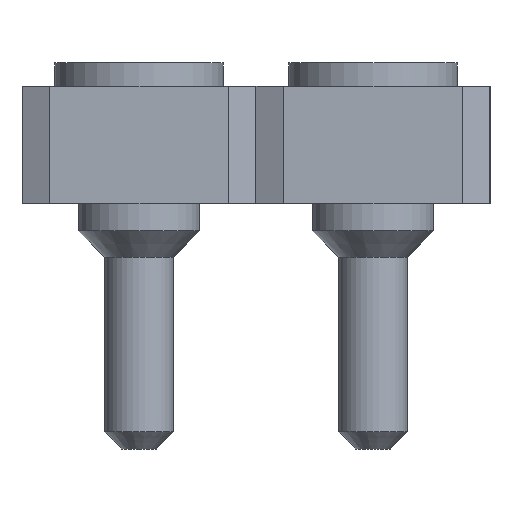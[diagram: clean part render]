
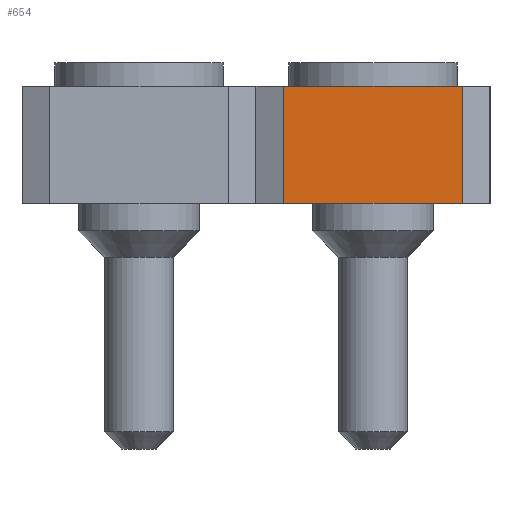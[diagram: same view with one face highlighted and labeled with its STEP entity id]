
A CAD part, left-side view. The second image highlights one B-rep face of the part: STEP entity #654.
In plain terms, the highlighted planar face has unit normal (-1, 0, 0).
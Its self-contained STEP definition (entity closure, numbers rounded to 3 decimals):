
#654=ADVANCED_FACE('',(#1398),#1400,.T.);
#1398=FACE_BOUND('',#1399,.T.);
#1399=EDGE_LOOP('',(#2047,#2048,#2049,#2050));
#1400=PLANE('',#1401);
#1401=AXIS2_PLACEMENT_3D('',#1402,#1403,#1404);
#1402=CARTESIAN_POINT('',(-1.385,0.97,0.59));
#1403=DIRECTION('',(-1.,0.,0.));
#1404=DIRECTION('',(0.,-1.,0.));
#2047=ORIENTED_EDGE('',*,*,#2219,.T.);
#2048=ORIENTED_EDGE('',*,*,#2344,.T.);
#2049=ORIENTED_EDGE('',*,*,#2265,.F.);
#2050=ORIENTED_EDGE('',*,*,#2345,.F.);
#2219=EDGE_CURVE('',#2461,#2459,#2462,.T.);
#2265=EDGE_CURVE('',#2549,#2551,#2552,.T.);
#2344=EDGE_CURVE('',#2459,#2551,#2675,.T.);
#2345=EDGE_CURVE('',#2461,#2549,#2676,.T.);
#2459=VERTEX_POINT('',#2891);
#2461=VERTEX_POINT('',#2895);
#2462=LINE('',#2896,#2897);
#2549=VERTEX_POINT('',#3089);
#2551=VERTEX_POINT('',#3093);
#2552=LINE('',#3094,#3095);
#2675=LINE('',#3391,#3392);
#2676=LINE('',#3394,#3395);
#2891=CARTESIAN_POINT('',(-1.385,-0.97,0.59));
#2895=CARTESIAN_POINT('',(-1.385,0.97,0.59));
#2896=CARTESIAN_POINT('',(-1.385,0.97,0.59));
#2897=VECTOR('',#2898,1.);
#2898=DIRECTION('',(0.,-1.,0.));
#3089=CARTESIAN_POINT('',(-1.385,0.97,1.86));
#3093=CARTESIAN_POINT('',(-1.385,-0.97,1.86));
#3094=CARTESIAN_POINT('',(-1.385,0.97,1.86));
#3095=VECTOR('',#3096,1.);
#3096=DIRECTION('',(0.,-1.,0.));
#3391=CARTESIAN_POINT('',(-1.385,-0.97,0.59));
#3392=VECTOR('',#3393,1.);
#3393=DIRECTION('',(0.,0.,1.));
#3394=CARTESIAN_POINT('',(-1.385,0.97,0.59));
#3395=VECTOR('',#3396,1.);
#3396=DIRECTION('',(0.,0.,1.));
